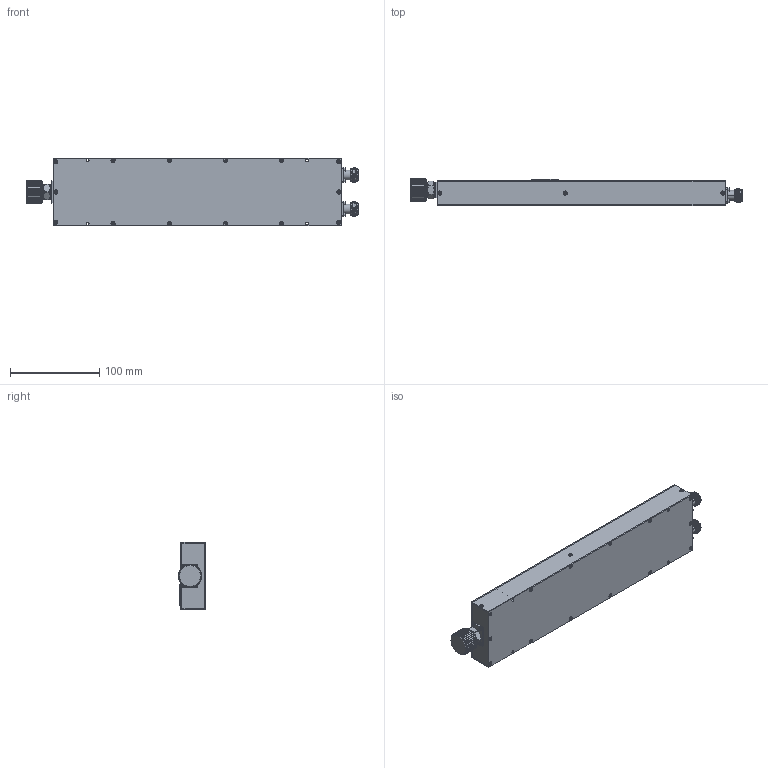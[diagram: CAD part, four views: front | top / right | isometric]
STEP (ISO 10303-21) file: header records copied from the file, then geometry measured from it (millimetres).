
FILE_DESCRIPTION (( 'STEP AP214' ), '1' );
FILE_NAME ('FM82P5017_3D.step', '2022-12-06T16:05:31', ( '' ), ( '' ), 'SwSTEP 2.0', 'SolidWorks 2022', '' );
FILE_SCHEMA (( 'AUTOMOTIVE_DESIGN' ));
Products named in the file (1): FM82P5017_3D
Bounding box: 372 x 30.5 x 76 mm (x, y, z)
Volume: 701470.2 mm3; surface area: 82004 mm2
Topology: 1 solids, 1 shells, 2176 faces, 5516 edges, 3552 vertices
Faces by surface type: plane 1086, cone 604, cylinder 354, bspline 132
Entity records: 104222 total; most frequent: CARTESIAN_POINT 55137, ORIENTED_EDGE 11032, DIRECTION 9150, EDGE_CURVE 5516, VERTEX_POINT 3552, AXIS2_PLACEMENT_3D 3523, EDGE_LOOP 2394, FACE_OUTER_BOUND 2176
